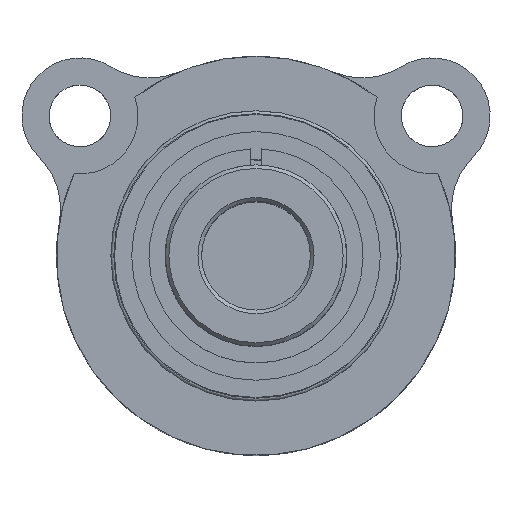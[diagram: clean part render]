
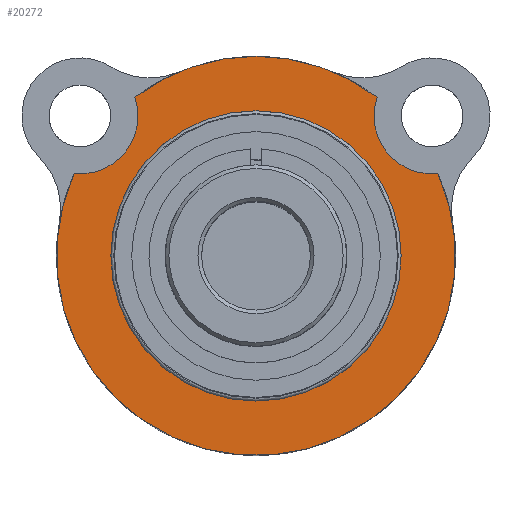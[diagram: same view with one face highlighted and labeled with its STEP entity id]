
A CAD part, top view. The second image highlights one B-rep face of the part: STEP entity #20272.
In plain terms, the highlighted planar face has unit normal (0, 0, 1).
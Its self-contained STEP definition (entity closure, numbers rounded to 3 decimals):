
#4658=FACE_BOUND('',#8029,.T.);
#6800=FACE_OUTER_BOUND('',#8028,.T.);
#8028=EDGE_LOOP('',(#18815,#18816,#18817,#18818));
#8029=EDGE_LOOP('',(#18819));
#8128=CIRCLE('',#20531,4.);
#8191=CIRCLE('',#21126,5.5);
#8201=CIRCLE('',#21140,5.5);
#8208=CIRCLE('',#21150,1.6);
#8211=CIRCLE('',#21154,1.6);
#8503=VERTEX_POINT('',#26570);
#10136=VERTEX_POINT('',#101041);
#10137=VERTEX_POINT('',#101043);
#10148=VERTEX_POINT('',#101073);
#10149=VERTEX_POINT('',#101075);
#10565=EDGE_CURVE('',#8503,#8503,#8128,.T.);
#13007=EDGE_CURVE('',#10137,#10136,#8191,.T.);
#13023=EDGE_CURVE('',#10149,#10148,#8201,.T.);
#13033=EDGE_CURVE('',#10148,#10137,#8208,.T.);
#13036=EDGE_CURVE('',#10136,#10149,#8211,.T.);
#18815=ORIENTED_EDGE('',*,*,#13033,.T.);
#18816=ORIENTED_EDGE('',*,*,#13007,.T.);
#18817=ORIENTED_EDGE('',*,*,#13036,.T.);
#18818=ORIENTED_EDGE('',*,*,#13023,.T.);
#18819=ORIENTED_EDGE('',*,*,#10565,.F.);
#19201=PLANE('',#21166);
#20272=ADVANCED_FACE('',(#6800,#4658),#19201,.T.);
#20531=AXIS2_PLACEMENT_3D('',#26571,#21934,#21935);
#21126=AXIS2_PLACEMENT_3D('',#101044,#23965,#23966);
#21140=AXIS2_PLACEMENT_3D('',#101076,#23999,#24000);
#21150=AXIS2_PLACEMENT_3D('',#101094,#24022,#24023);
#21154=AXIS2_PLACEMENT_3D('',#101098,#24030,#24031);
#21166=AXIS2_PLACEMENT_3D('',#101115,#24054,#24055);
#21934=DIRECTION('center_axis',(0.,0.,1.));
#21935=DIRECTION('ref_axis',(1.,0.,0.));
#23965=DIRECTION('center_axis',(0.,0.,1.));
#23966=DIRECTION('ref_axis',(1.,0.,0.));
#23999=DIRECTION('center_axis',(0.,0.,1.));
#24000=DIRECTION('ref_axis',(1.,0.,0.));
#24022=DIRECTION('center_axis',(0.,0.,-1.));
#24023=DIRECTION('ref_axis',(1.,0.,0.));
#24030=DIRECTION('center_axis',(0.,0.,-1.));
#24031=DIRECTION('ref_axis',(1.,0.,0.));
#24054=DIRECTION('center_axis',(0.,0.,1.));
#24055=DIRECTION('ref_axis',(1.,0.,0.));
#26570=CARTESIAN_POINT('',(4.,0.,3.875));
#26571=CARTESIAN_POINT('Origin',(0.,0.,3.875));
#101041=CARTESIAN_POINT('',(-3.337,4.372,3.875));
#101043=CARTESIAN_POINT('',(3.337,4.372,3.875));
#101044=CARTESIAN_POINT('Origin',(0.,0.,3.875));
#101073=CARTESIAN_POINT('',(5.011,2.267,3.875));
#101075=CARTESIAN_POINT('',(-5.011,2.267,3.875));
#101076=CARTESIAN_POINT('Origin',(0.,0.,3.875));
#101094=CARTESIAN_POINT('Origin',(4.852,3.86,3.875));
#101098=CARTESIAN_POINT('Origin',(-4.852,3.86,3.875));
#101115=CARTESIAN_POINT('Origin',(4.75,0.,3.875));
